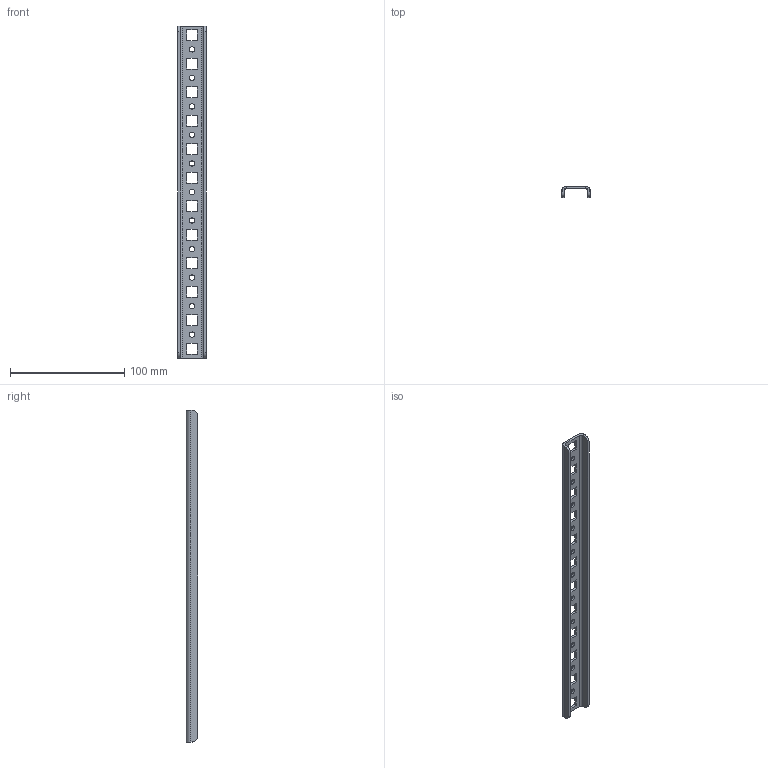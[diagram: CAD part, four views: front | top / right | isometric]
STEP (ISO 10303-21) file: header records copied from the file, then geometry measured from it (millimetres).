
FILE_DESCRIPTION (( 'STEP AP214' ), '1' );
FILE_NAME ('998.640.STEP', '2024-10-01T11:44:56', ( '' ), ( '' ), 'SwSTEP 2.0', 'SolidWorks 2021', '' );
FILE_SCHEMA (( 'AUTOMOTIVE_DESIGN' ));
Length unit declared in the file: millimetre
Products named in the file (1): 998.640
Bounding box: 25 x 10 x 291 mm (x, y, z)
Volume: 19788.7 mm3; surface area: 22319.1 mm2
Topology: 1 solids, 1 shells, 96 faces, 266 edges, 172 vertices
Faces by surface type: plane 66, cylinder 30
Entity records: 3168 total; most frequent: CARTESIAN_POINT 535, ORIENTED_EDGE 532, DIRECTION 520, EDGE_CURVE 266, VECTOR 206, LINE 206, VERTEX_POINT 172, AXIS2_PLACEMENT_3D 157
